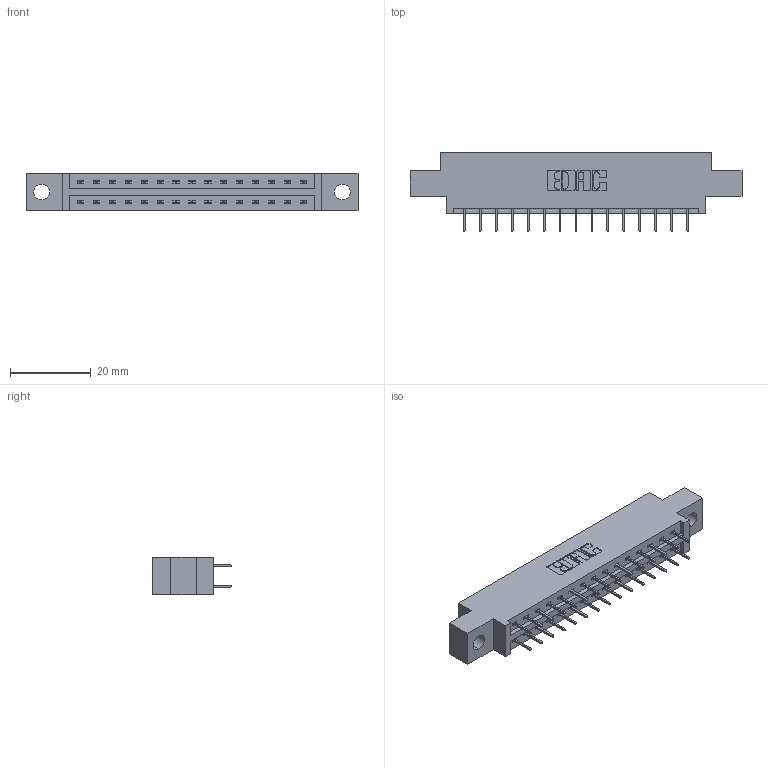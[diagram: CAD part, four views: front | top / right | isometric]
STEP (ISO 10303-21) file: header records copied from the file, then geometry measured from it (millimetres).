
FILE_DESCRIPTION (( 'STEP AP203' ), '1' );
FILE_NAME ('337-030-524-804.STEP', '2018-08-07T00:49:45', ( '' ), ( '' ), 'SwSTEP 2.0', 'SolidWorks 2016', '' );
FILE_SCHEMA (( 'CONFIG_CONTROL_DESIGN' ));
Length unit declared in the file: inch
Products named in the file (3): 337-030-524-804; 337 Part_0.170 Offset - 0.156 Dia-TH; 345-292-001_345-293-124
Assembly tree (31 placements, depth 2):
  337-030-524-804
    337 Part_0.170 Offset - 0.156 Dia-TH
    345-292-001_345-293-124  x30
Bounding box: 82.45 x 19.69 x 9.4 mm (x, y, z)
Volume: 8078.9 mm3; surface area: 8635.6 mm2
Topology: 31 solids, 31 shells, 1858 faces, 5273 edges, 3394 vertices
Faces by surface type: plane 1394, cylinder 464
Entity records: 15331 total; most frequent: CARTESIAN_POINT 2606, ORIENTED_EDGE 2542, DIRECTION 2267, EDGE_CURVE 1271, LINE 1147, VECTOR 1147, VERTEX_POINT 842, AXIS2_PLACEMENT_3D 560
